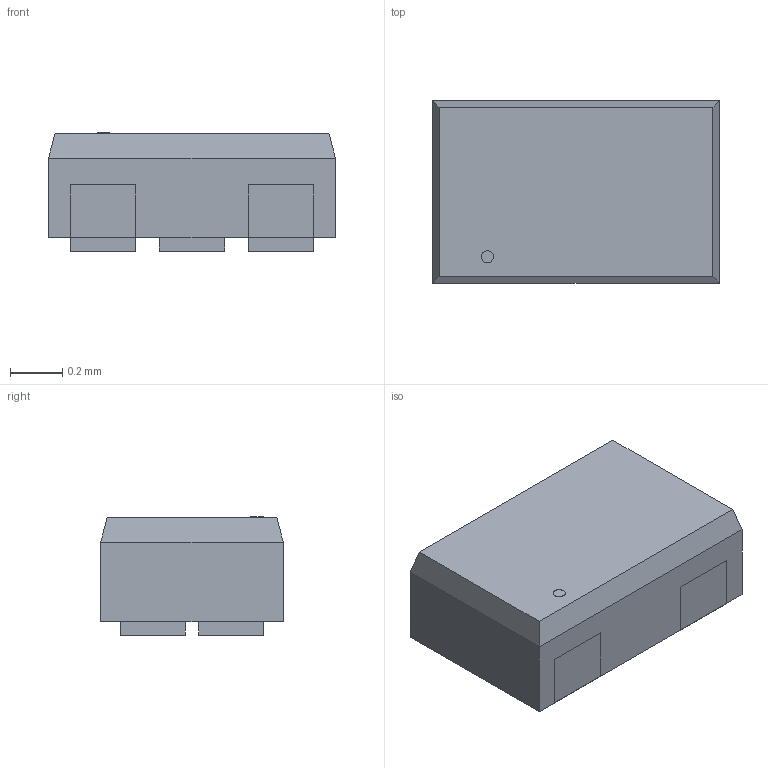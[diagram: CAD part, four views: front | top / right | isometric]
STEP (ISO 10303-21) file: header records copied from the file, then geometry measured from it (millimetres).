
FILE_DESCRIPTION(('STEP AP214'),'1');
FILE_NAME('DMX3-L','2019-11-06T03:40:12',(''),(''),'','','');
FILE_SCHEMA(('AUTOMOTIVE_DESIGN'));
Length unit declared in the file: millimetre
Products named in the file (1): product
Bounding box: 1.1 x 0.7 x 0.45 mm (x, y, z)
Volume: 0 mm3; surface area: 3.9 mm2
Topology: 1 solids, 41 shells, 43 faces, 163 edges, 156 vertices
Faces by surface type: plane 42, cylinder 1
Full cylindrical faces by diameter (mm): 0.047 x1
Entity records: 1750 total; most frequent: CARTESIAN_POINT 339, VERTEX_POINT 298, DIRECTION 230, ORIENTED_EDGE 152, EDGE_CURVE 150, LINE 148, VECTOR 148, AXIS2_PLACEMENT_3D 41
